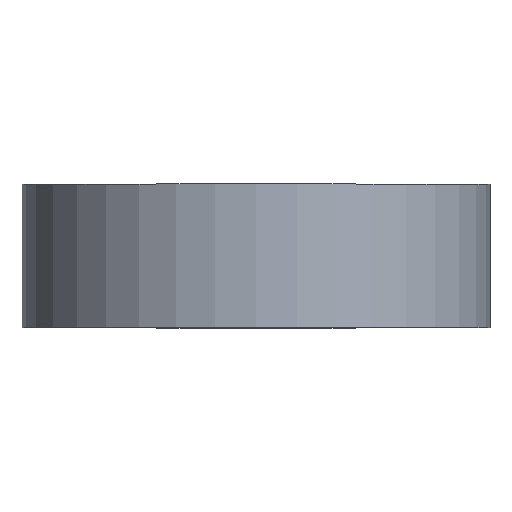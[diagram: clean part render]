
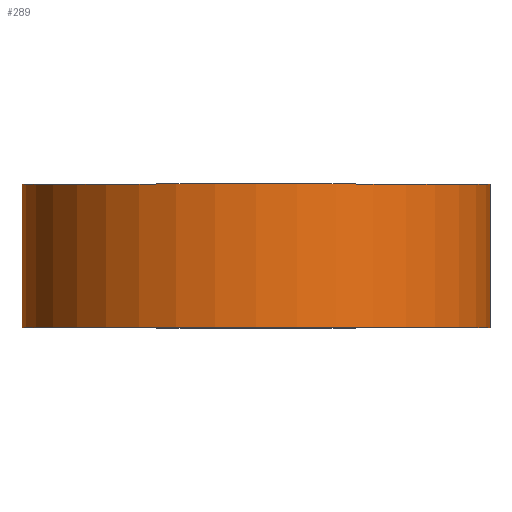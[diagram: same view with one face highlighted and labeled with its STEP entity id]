
A CAD part, top view. The second image highlights one B-rep face of the part: STEP entity #289.
In plain terms, the highlighted cylindrical face has radius 24.5 mm (diameter 49 mm), a full revolution.
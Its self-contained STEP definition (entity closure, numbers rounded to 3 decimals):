
#37=FACE_OUTER_BOUND('',#54,.T.);
#54=EDGE_LOOP('',(#256,#257,#258,#259));
#85=CIRCLE('',#318,24.5);
#86=CIRCLE('',#321,24.5);
#98=LINE('',#3128,#110);
#110=VECTOR('',#370,24.5);
#137=VERTEX_POINT('',#1810);
#138=VERTEX_POINT('',#3126);
#173=EDGE_CURVE('',#137,#137,#85,.T.);
#179=EDGE_CURVE('',#138,#138,#86,.T.);
#180=EDGE_CURVE('',#138,#137,#98,.T.);
#256=ORIENTED_EDGE('',*,*,#179,.F.);
#257=ORIENTED_EDGE('',*,*,#180,.T.);
#258=ORIENTED_EDGE('',*,*,#173,.T.);
#259=ORIENTED_EDGE('',*,*,#180,.F.);
#274=CYLINDRICAL_SURFACE('',#320,24.5);
#289=ADVANCED_FACE('',(#37),#274,.T.);
#318=AXIS2_PLACEMENT_3D('',#1811,#362,#363);
#320=AXIS2_PLACEMENT_3D('',#3125,#366,#367);
#321=AXIS2_PLACEMENT_3D('',#3127,#368,#369);
#362=DIRECTION('center_axis',(0.,1.,0.));
#363=DIRECTION('ref_axis',(1.,0.,0.));
#366=DIRECTION('center_axis',(0.,1.,0.));
#367=DIRECTION('ref_axis',(1.,0.,0.));
#368=DIRECTION('center_axis',(0.,1.,0.));
#369=DIRECTION('ref_axis',(1.,0.,0.));
#370=DIRECTION('',(0.,-1.,0.));
#1810=CARTESIAN_POINT('',(-24.5,0.,0.));
#1811=CARTESIAN_POINT('Origin',(0.,0.,0.));
#3125=CARTESIAN_POINT('Origin',(0.,0.,0.));
#3126=CARTESIAN_POINT('',(-24.5,15.,0.));
#3127=CARTESIAN_POINT('Origin',(0.,15.,0.));
#3128=CARTESIAN_POINT('',(-24.5,0.,0.));
